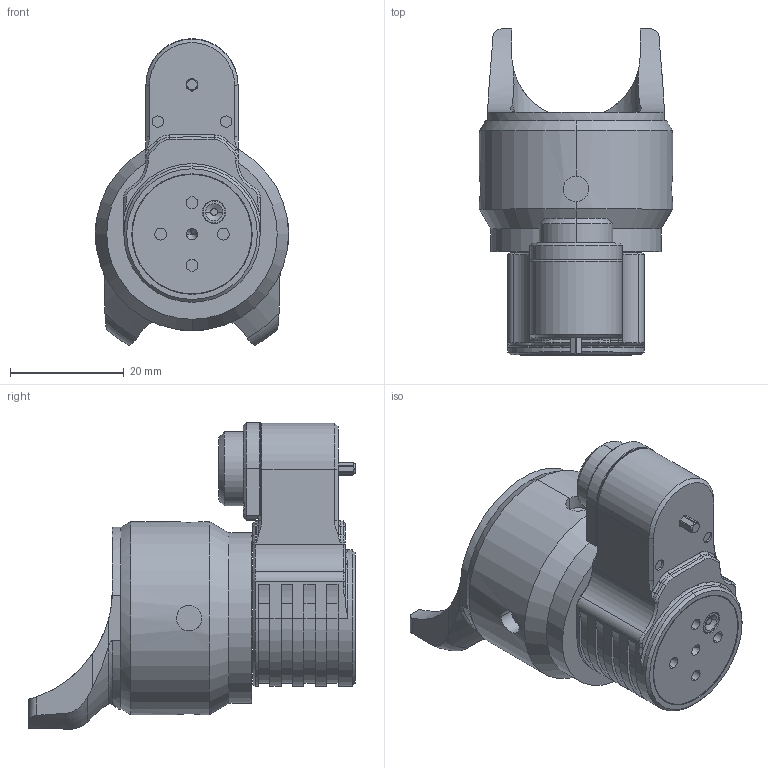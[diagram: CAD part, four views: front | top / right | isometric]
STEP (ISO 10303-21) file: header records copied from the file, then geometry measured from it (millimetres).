
FILE_DESCRIPTION((''),'2;1');
FILE_NAME('EXT_COMP_SW0004','2022-07-11T19:07:59',('INEdipo'),(''),'CREO PARAMETRIC BY PTC INC, 2020281','CREO PARAMETRIC BY PTC INC, 2020281','');
FILE_SCHEMA(('CONFIG_CONTROL_DESIGN'));
Length unit declared in the file: inch
Products named in the file (1): EXT_COMP_SW0004
Bounding box: 34 x 57.4 x 53.98 mm (x, y, z)
Volume: 35624.3 mm3; surface area: 9552 mm2
Topology: 2 solids, 2 shells, 349 faces, 862 edges, 542 vertices
Faces by surface type: cylinder 143, plane 129, cone 61, torus 16
Entity records: 11442 total; most frequent: CARTESIAN_POINT 3014, DIRECTION 1816, ORIENTED_EDGE 1724, EDGE_CURVE 862, AXIS2_PLACEMENT_3D 698, VERTEX_POINT 542, VECTOR 420, LINE 420
